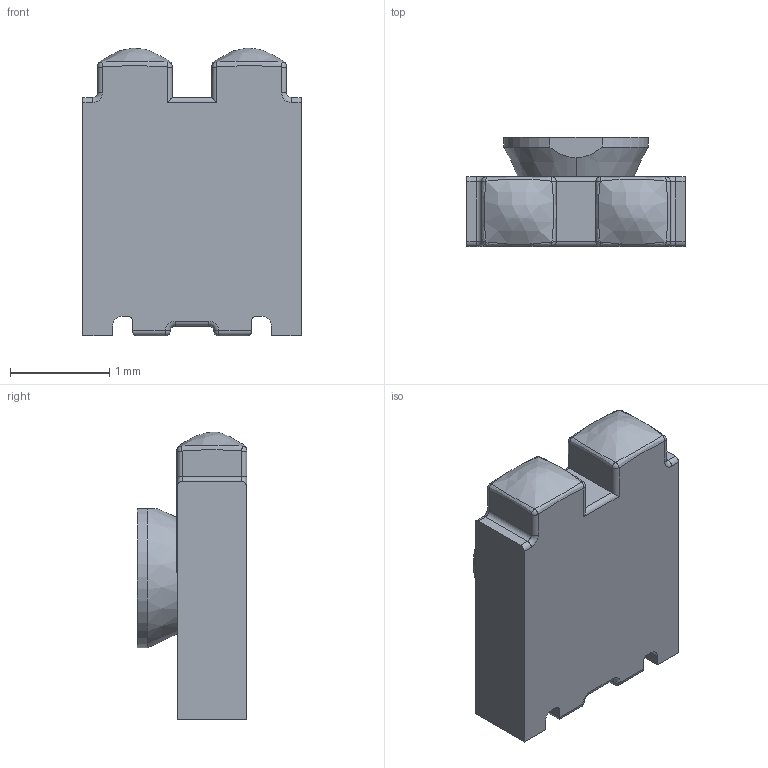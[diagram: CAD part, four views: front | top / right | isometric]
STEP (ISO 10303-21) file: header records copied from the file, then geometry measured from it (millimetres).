
FILE_DESCRIPTION (( 'STEP AP214' ), '1' );
FILE_NAME ('User Library-3302X-3-103.STEP', '2015-12-01T21:13:00', ( 'Windows User' ), ( '' ), 'SwSTEP 2.0', 'SolidWorks 2016', '' );
FILE_SCHEMA (( 'AUTOMOTIVE_DESIGN' ));
Length unit declared in the file: millimetre
Products named in the file (1): User Library-3302X-3-103
Bounding box: 2.2 x 1.1 x 2.9 mm (x, y, z)
Volume: 4.4 mm3; surface area: 22.2 mm2
Topology: 1 solids, 1 shells, 149 faces, 366 edges, 206 vertices
Faces by surface type: plane 57, cylinder 46, sphere 14, torus 12, bspline 12, cone 8
Entity records: 5999 total; most frequent: CARTESIAN_POINT 1138, DIRECTION 709, ORIENTED_EDGE 704, EDGE_CURVE 352, AXIS2_PLACEMENT_3D 267, VERTEX_POINT 206, VECTOR 175, LINE 175
